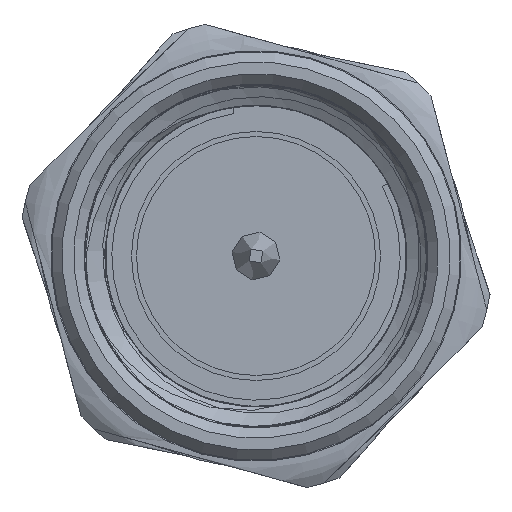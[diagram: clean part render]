
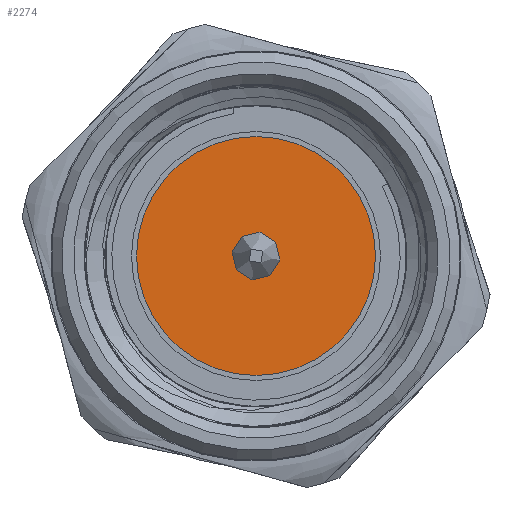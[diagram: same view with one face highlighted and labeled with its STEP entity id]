
A CAD part, front view. The second image highlights one B-rep face of the part: STEP entity #2274.
In plain terms, the highlighted planar face has unit normal (0, -1, 0).
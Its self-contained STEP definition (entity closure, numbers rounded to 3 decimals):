
#415=ORIENTED_EDGE('',*,*,#723,.F.);
#416=ORIENTED_EDGE('',*,*,#725,.T.);
#723=EDGE_CURVE('',#895,#895,#1009,.T.);
#725=EDGE_CURVE('',#897,#897,#1011,.T.);
#895=VERTEX_POINT('',#3829);
#897=VERTEX_POINT('',#3834);
#1009=CIRCLE('',#2416,2.28);
#1011=CIRCLE('',#2419,0.46);
#1125=EDGE_LOOP('',(#415));
#1126=EDGE_LOOP('',(#416));
#1297=FACE_BOUND('',#1125,.T.);
#1298=FACE_BOUND('',#1126,.T.);
#1429=PLANE('',#2418);
#2274=ADVANCED_FACE('',(#1297,#1298),#1429,.F.);
#2416=AXIS2_PLACEMENT_3D('',#3828,#2702,#2703);
#2418=AXIS2_PLACEMENT_3D('',#3832,#2706,#2707);
#2419=AXIS2_PLACEMENT_3D('',#3833,#2708,#2709);
#2702=DIRECTION('',(0.,1.,0.));
#2703=DIRECTION('',(0.,0.,-1.));
#2706=DIRECTION('',(0.,1.,0.));
#2707=DIRECTION('',(-1.,0.,0.));
#2708=DIRECTION('',(0.,1.,0.));
#2709=DIRECTION('',(0.815,0.,0.579));
#3828=CARTESIAN_POINT('',(0.,-496.97,0.));
#3829=CARTESIAN_POINT('',(0.,-496.97,-2.28));
#3832=CARTESIAN_POINT('',(0.,-496.97,0.));
#3833=CARTESIAN_POINT('',(0.,-496.97,0.));
#3834=CARTESIAN_POINT('',(0.375,-496.97,0.267));
